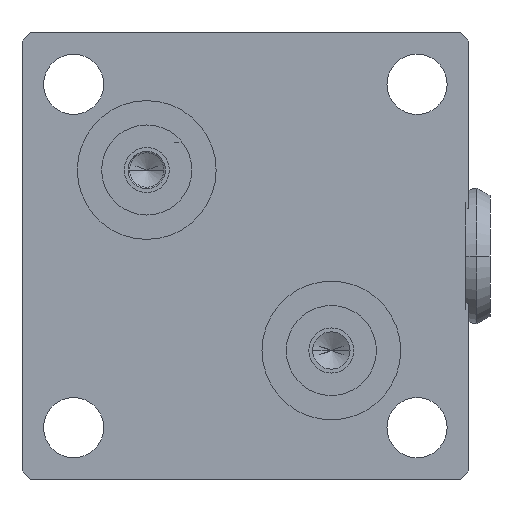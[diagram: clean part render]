
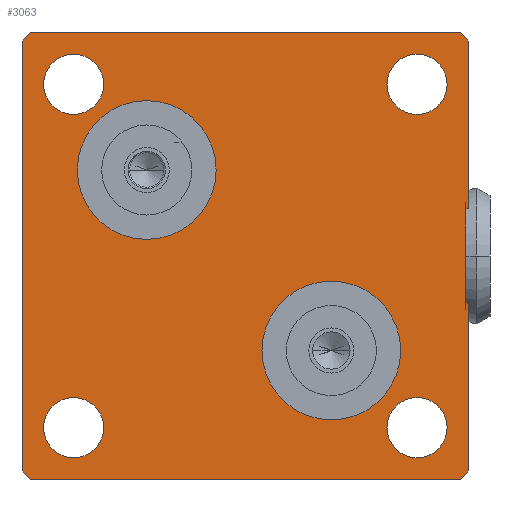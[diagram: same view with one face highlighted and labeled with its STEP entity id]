
A CAD part, front view. The second image highlights one B-rep face of the part: STEP entity #3063.
In plain terms, the highlighted planar face has unit normal (0, -1, 0).
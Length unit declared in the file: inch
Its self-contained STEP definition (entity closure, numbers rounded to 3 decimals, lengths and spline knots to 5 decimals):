
#250=CARTESIAN_POINT('',(0.625,-0.654,-0.625));
#251=DIRECTION('',(0.,1.,0.));
#252=DIRECTION('',(0.,0.,1.));
#253=AXIS2_PLACEMENT_3D('',#250,#251,#252);
#255=CARTESIAN_POINT('',(0.625,-0.654,-0.625));
#256=DIRECTION('',(0.,1.,0.));
#257=DIRECTION('',(0.,0.,-1.));
#258=AXIS2_PLACEMENT_3D('',#255,#256,#257);
#260=CARTESIAN_POINT('',(-0.625,-0.654,-0.625));
#261=DIRECTION('',(0.,1.,0.));
#262=DIRECTION('',(0.,0.,1.));
#263=AXIS2_PLACEMENT_3D('',#260,#261,#262);
#265=CARTESIAN_POINT('',(-0.625,-0.654,-0.625));
#266=DIRECTION('',(0.,1.,0.));
#267=DIRECTION('',(0.,0.,-1.));
#268=AXIS2_PLACEMENT_3D('',#265,#266,#267);
#270=CARTESIAN_POINT('',(-0.625,-0.654,0.625));
#271=DIRECTION('',(0.,1.,0.));
#272=DIRECTION('',(0.,0.,1.));
#273=AXIS2_PLACEMENT_3D('',#270,#271,#272);
#275=CARTESIAN_POINT('',(-0.625,-0.654,0.625));
#276=DIRECTION('',(0.,1.,0.));
#277=DIRECTION('',(0.,0.,-1.));
#278=AXIS2_PLACEMENT_3D('',#275,#276,#277);
#280=CARTESIAN_POINT('',(0.625,-0.654,0.625));
#281=DIRECTION('',(0.,1.,0.));
#282=DIRECTION('',(0.,0.,1.));
#283=AXIS2_PLACEMENT_3D('',#280,#281,#282);
#285=CARTESIAN_POINT('',(0.625,-0.654,0.625));
#286=DIRECTION('',(0.,1.,0.));
#287=DIRECTION('',(0.,0.,-1.));
#288=AXIS2_PLACEMENT_3D('',#285,#286,#287);
#290=DIRECTION('',(0.,0.,-1.));
#291=VECTOR('',#290,0.34369);
#292=CARTESIAN_POINT('',(0.802,-0.654,0.17135));
#293=LINE('',#292,#291);
#294=DIRECTION('',(1.,0.,0.));
#295=VECTOR('',#294,0.01);
#296=CARTESIAN_POINT('',(0.802,-0.654,-0.17235));
#297=LINE('',#296,#295);
#298=DIRECTION('',(0.707,0.,0.707));
#299=VECTOR('',#298,0.04243);
#300=CARTESIAN_POINT('',(0.782,-0.654,-0.8125));
#301=LINE('',#300,#299);
#302=DIRECTION('',(0.707,0.,-0.707));
#303=VECTOR('',#302,0.04243);
#304=CARTESIAN_POINT('',(-0.813,-0.654,-0.7825));
#305=LINE('',#304,#303);
#306=DIRECTION('',(0.,0.,1.));
#307=VECTOR('',#306,1.565);
#308=CARTESIAN_POINT('',(-0.813,-0.654,-0.7825));
#309=LINE('',#308,#307);
#310=DIRECTION('',(-0.707,0.,-0.707));
#311=VECTOR('',#310,0.04243);
#312=CARTESIAN_POINT('',(-0.783,-0.654,0.8125));
#313=LINE('',#312,#311);
#314=DIRECTION('',(-0.707,0.,0.707));
#315=VECTOR('',#314,0.04243);
#316=CARTESIAN_POINT('',(0.812,-0.654,0.7825));
#317=LINE('',#316,#315);
#318=DIRECTION('',(1.,0.,0.));
#319=VECTOR('',#318,0.01);
#320=CARTESIAN_POINT('',(0.802,-0.654,0.17135));
#321=LINE('',#320,#319);
#322=CARTESIAN_POINT('',(0.313,-0.654,-0.344));
#323=DIRECTION('',(0.,-1.,0.));
#324=DIRECTION('',(-1.,0.,0.));
#325=AXIS2_PLACEMENT_3D('',#322,#323,#324);
#327=CARTESIAN_POINT('',(0.313,-0.654,-0.344));
#328=DIRECTION('',(0.,-1.,0.));
#329=DIRECTION('',(1.,0.,0.));
#330=AXIS2_PLACEMENT_3D('',#327,#328,#329);
#332=CARTESIAN_POINT('',(-0.359,-0.654,0.313));
#333=DIRECTION('',(0.,-1.,0.));
#334=DIRECTION('',(-1.,0.,0.));
#335=AXIS2_PLACEMENT_3D('',#332,#333,#334);
#337=CARTESIAN_POINT('',(-0.359,-0.654,0.313));
#338=DIRECTION('',(0.,-1.,0.));
#339=DIRECTION('',(1.,0.,0.));
#340=AXIS2_PLACEMENT_3D('',#337,#338,#339);
#466=DIRECTION('',(1.,0.,0.));
#467=VECTOR('',#466,1.565);
#468=CARTESIAN_POINT('',(-0.783,-0.654,-0.8125));
#469=LINE('',#468,#467);
#514=DIRECTION('',(0.,0.,1.));
#515=VECTOR('',#514,0.61115);
#516=CARTESIAN_POINT('',(0.812,-0.654,0.17135));
#517=LINE('',#516,#515);
#557=DIRECTION('',(0.,0.,1.));
#558=VECTOR('',#557,0.61015);
#559=CARTESIAN_POINT('',(0.812,-0.654,-0.7825));
#560=LINE('',#559,#558);
#615=DIRECTION('',(1.,0.,0.));
#616=VECTOR('',#615,1.565);
#617=CARTESIAN_POINT('',(-0.783,-0.654,0.8125));
#618=LINE('',#617,#616);
#2429=CARTESIAN_POINT('',(-0.783,-0.654,0.8125));
#2430=CARTESIAN_POINT('',(-0.813,-0.654,0.7825));
#2431=VERTEX_POINT('',#2429);
#2432=VERTEX_POINT('',#2430);
#2433=CARTESIAN_POINT('',(0.812,-0.654,0.7825));
#2434=CARTESIAN_POINT('',(0.782,-0.654,0.8125));
#2435=VERTEX_POINT('',#2433);
#2436=VERTEX_POINT('',#2434);
#2437=CARTESIAN_POINT('',(-0.813,-0.654,-0.7825));
#2438=CARTESIAN_POINT('',(-0.783,-0.654,-0.8125));
#2439=VERTEX_POINT('',#2437);
#2440=VERTEX_POINT('',#2438);
#2441=CARTESIAN_POINT('',(0.782,-0.654,-0.8125));
#2442=CARTESIAN_POINT('',(0.812,-0.654,-0.7825));
#2443=VERTEX_POINT('',#2441);
#2444=VERTEX_POINT('',#2442);
#2445=CARTESIAN_POINT('',(0.625,-0.654,-0.5155));
#2446=CARTESIAN_POINT('',(0.625,-0.654,-0.7345));
#2447=VERTEX_POINT('',#2445);
#2448=VERTEX_POINT('',#2446);
#2449=CARTESIAN_POINT('',(-0.625,-0.654,-0.5155));
#2450=CARTESIAN_POINT('',(-0.625,-0.654,-0.7345));
#2451=VERTEX_POINT('',#2449);
#2452=VERTEX_POINT('',#2450);
#2453=CARTESIAN_POINT('',(-0.625,-0.654,0.7345));
#2454=CARTESIAN_POINT('',(-0.625,-0.654,0.5155));
#2455=VERTEX_POINT('',#2453);
#2456=VERTEX_POINT('',#2454);
#2457=CARTESIAN_POINT('',(0.625,-0.654,0.7345));
#2458=CARTESIAN_POINT('',(0.625,-0.654,0.5155));
#2459=VERTEX_POINT('',#2457);
#2460=VERTEX_POINT('',#2458);
#2571=CARTESIAN_POINT('',(0.802,-0.654,0.17135));
#2572=CARTESIAN_POINT('',(0.802,-0.654,-0.17235));
#2573=VERTEX_POINT('',#2571);
#2574=VERTEX_POINT('',#2572);
#2575=CARTESIAN_POINT('',(0.812,-0.654,-0.17235));
#2576=VERTEX_POINT('',#2575);
#2577=CARTESIAN_POINT('',(0.812,-0.654,0.17135));
#2578=VERTEX_POINT('',#2577);
#2593=CARTESIAN_POINT('',(0.0605,-0.654,-0.344));
#2594=VERTEX_POINT('',#2593);
#2595=CARTESIAN_POINT('',(0.5655,-0.654,-0.344));
#2596=VERTEX_POINT('',#2595);
#2625=CARTESIAN_POINT('',(-0.6115,-0.654,0.313));
#2626=VERTEX_POINT('',#2625);
#2627=CARTESIAN_POINT('',(-0.1065,-0.654,0.313));
#2628=VERTEX_POINT('',#2627);
#2997=CARTESIAN_POINT('',(-0.813,-0.654,-0.8125));
#2998=DIRECTION('',(0.,-1.,0.));
#2999=DIRECTION('',(1.,0.,0.));
#3000=AXIS2_PLACEMENT_3D('',#2997,#2998,#2999);
#3001=PLANE('',#3000);
#3002=ORIENTED_EDGE('',*,*,#2986,.T.);
#3004=ORIENTED_EDGE('',*,*,#3003,.T.);
#3006=ORIENTED_EDGE('',*,*,#3005,.F.);
#3008=ORIENTED_EDGE('',*,*,#3007,.F.);
#3010=ORIENTED_EDGE('',*,*,#3009,.F.);
#3012=ORIENTED_EDGE('',*,*,#3011,.F.);
#3014=ORIENTED_EDGE('',*,*,#3013,.T.);
#3016=ORIENTED_EDGE('',*,*,#3015,.F.);
#3018=ORIENTED_EDGE('',*,*,#3017,.T.);
#3020=ORIENTED_EDGE('',*,*,#3019,.F.);
#3022=ORIENTED_EDGE('',*,*,#3021,.F.);
#3024=ORIENTED_EDGE('',*,*,#3023,.F.);
#3025=EDGE_LOOP('',(#3002,#3004,#3006,#3008,#3010,#3012,#3014,#3016,#3018,#3020,
#3022,#3024));
#3026=FACE_OUTER_BOUND('',#3025,.F.);
#3028=ORIENTED_EDGE('',*,*,#3027,.F.);
#3030=ORIENTED_EDGE('',*,*,#3029,.F.);
#3031=EDGE_LOOP('',(#3028,#3030));
#3032=FACE_BOUND('',#3031,.F.);
#3034=ORIENTED_EDGE('',*,*,#3033,.F.);
#3036=ORIENTED_EDGE('',*,*,#3035,.F.);
#3037=EDGE_LOOP('',(#3034,#3036));
#3038=FACE_BOUND('',#3037,.F.);
#3040=ORIENTED_EDGE('',*,*,#3039,.F.);
#3042=ORIENTED_EDGE('',*,*,#3041,.F.);
#3043=EDGE_LOOP('',(#3040,#3042));
#3044=FACE_BOUND('',#3043,.F.);
#3046=ORIENTED_EDGE('',*,*,#3045,.F.);
#3048=ORIENTED_EDGE('',*,*,#3047,.F.);
#3049=EDGE_LOOP('',(#3046,#3048));
#3050=FACE_BOUND('',#3049,.F.);
#3052=ORIENTED_EDGE('',*,*,#3051,.T.);
#3054=ORIENTED_EDGE('',*,*,#3053,.T.);
#3055=EDGE_LOOP('',(#3052,#3054));
#3056=FACE_BOUND('',#3055,.F.);
#3058=ORIENTED_EDGE('',*,*,#3057,.T.);
#3060=ORIENTED_EDGE('',*,*,#3059,.T.);
#3061=EDGE_LOOP('',(#3058,#3060));
#3062=FACE_BOUND('',#3061,.F.);
#254=CIRCLE('',#253,0.1095);
#259=CIRCLE('',#258,0.1095);
#264=CIRCLE('',#263,0.1095);
#269=CIRCLE('',#268,0.1095);
#274=CIRCLE('',#273,0.1095);
#279=CIRCLE('',#278,0.1095);
#284=CIRCLE('',#283,0.1095);
#289=CIRCLE('',#288,0.1095);
#326=CIRCLE('',#325,0.2525);
#331=CIRCLE('',#330,0.2525);
#336=CIRCLE('',#335,0.2525);
#341=CIRCLE('',#340,0.2525);
#2986=EDGE_CURVE('',#2573,#2574,#293,.T.);
#3003=EDGE_CURVE('',#2574,#2576,#297,.T.);
#3005=EDGE_CURVE('',#2444,#2576,#560,.T.);
#3007=EDGE_CURVE('',#2443,#2444,#301,.T.);
#3009=EDGE_CURVE('',#2440,#2443,#469,.T.);
#3011=EDGE_CURVE('',#2439,#2440,#305,.T.);
#3013=EDGE_CURVE('',#2439,#2432,#309,.T.);
#3015=EDGE_CURVE('',#2431,#2432,#313,.T.);
#3017=EDGE_CURVE('',#2431,#2436,#618,.T.);
#3019=EDGE_CURVE('',#2435,#2436,#317,.T.);
#3021=EDGE_CURVE('',#2578,#2435,#517,.T.);
#3023=EDGE_CURVE('',#2573,#2578,#321,.T.);
#3027=EDGE_CURVE('',#2451,#2452,#264,.T.);
#3029=EDGE_CURVE('',#2452,#2451,#269,.T.);
#3033=EDGE_CURVE('',#2455,#2456,#274,.T.);
#3035=EDGE_CURVE('',#2456,#2455,#279,.T.);
#3039=EDGE_CURVE('',#2459,#2460,#284,.T.);
#3041=EDGE_CURVE('',#2460,#2459,#289,.T.);
#3045=EDGE_CURVE('',#2447,#2448,#254,.T.);
#3047=EDGE_CURVE('',#2448,#2447,#259,.T.);
#3051=EDGE_CURVE('',#2594,#2596,#326,.T.);
#3053=EDGE_CURVE('',#2596,#2594,#331,.T.);
#3057=EDGE_CURVE('',#2626,#2628,#336,.T.);
#3059=EDGE_CURVE('',#2628,#2626,#341,.T.);
#3063=ADVANCED_FACE('',(#3026,#3032,#3038,#3044,#3050,#3056,#3062),#3001,.T.);
